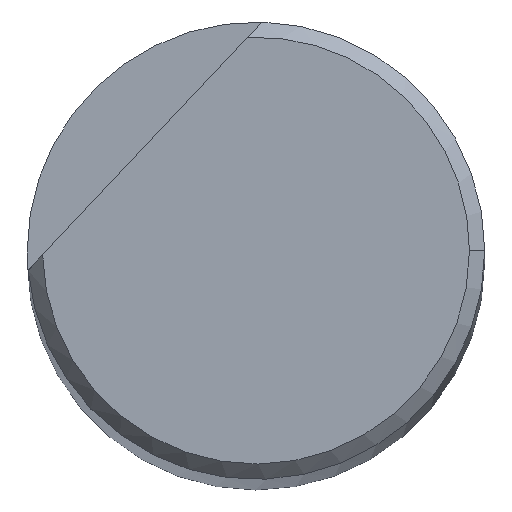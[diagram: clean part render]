
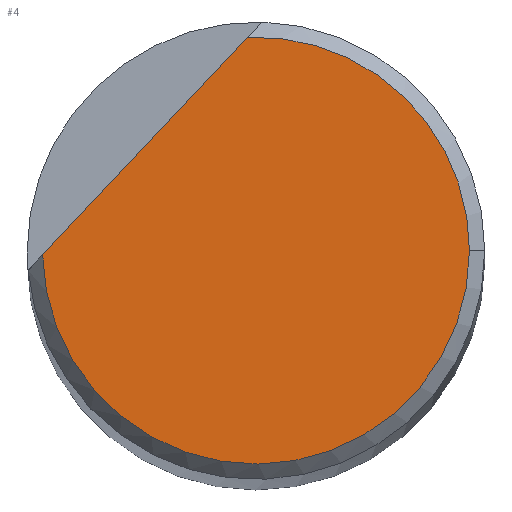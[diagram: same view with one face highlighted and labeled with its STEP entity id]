
A CAD part, top view. The second image highlights one B-rep face of the part: STEP entity #4.
In plain terms, the highlighted planar face has unit normal (0, 0, 1).
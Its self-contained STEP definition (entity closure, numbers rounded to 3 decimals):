
#1 = LINE ( 'NONE', #354, #305 ) ;
#4 = ADVANCED_FACE ( 'NONE', ( #139 ), #230, .T. ) ;
#8 = EDGE_CURVE ( 'NONE', #70, #270, #159, .T. ) ;
#22 = CARTESIAN_POINT ( 'NONE',  ( -0.566, 13.989, 400. ) ) ;
#23 = ORIENTED_EDGE ( 'NONE', *, *, #8, .T. ) ;
#25 = CIRCLE ( 'NONE', #312, 14. ) ;
#41 = ORIENTED_EDGE ( 'NONE', *, *, #347, .T. ) ;
#49 = CARTESIAN_POINT ( 'NONE',  ( 0., 0., 400. ) ) ;
#52 = DIRECTION ( 'NONE',  ( 0., 0., 1. ) ) ;
#59 = DIRECTION ( 'NONE',  ( 1., 0., 0. ) ) ;
#60 = DIRECTION ( 'NONE',  ( 0., 0., 1. ) ) ;
#70 = VERTEX_POINT ( 'NONE', #207 ) ;
#77 = DIRECTION ( 'NONE',  ( 1., 0., 0. ) ) ;
#97 = CARTESIAN_POINT ( 'NONE',  ( -13.997, -0.28, 400. ) ) ;
#99 = EDGE_CURVE ( 'NONE', #208, #270, #1, .T. ) ;
#110 = AXIS2_PLACEMENT_3D ( 'NONE', #229, #232, #59 ) ;
#122 = AXIS2_PLACEMENT_3D ( 'NONE', #173, #60, #268 ) ;
#139 = FACE_OUTER_BOUND ( 'NONE', #187, .T. ) ;
#159 = CIRCLE ( 'NONE', #122, 14. ) ;
#173 = CARTESIAN_POINT ( 'NONE',  ( 0., 0., 400. ) ) ;
#187 = EDGE_LOOP ( 'NONE', ( #279, #41, #23 ) ) ;
#207 = CARTESIAN_POINT ( 'NONE',  ( 14., 0., 400. ) ) ;
#208 = VERTEX_POINT ( 'NONE', #97 ) ;
#229 = CARTESIAN_POINT ( 'NONE',  ( 0., 0., 400. ) ) ;
#230 = PLANE ( 'NONE',  #110 ) ;
#232 = DIRECTION ( 'NONE',  ( 0., 0., 1. ) ) ;
#268 = DIRECTION ( 'NONE',  ( 1., 0., 0. ) ) ;
#270 = VERTEX_POINT ( 'NONE', #22 ) ;
#279 = ORIENTED_EDGE ( 'NONE', *, *, #99, .F. ) ;
#305 = VECTOR ( 'NONE', #357, 1000. ) ;
#312 = AXIS2_PLACEMENT_3D ( 'NONE', #49, #52, #77 ) ;
#347 = EDGE_CURVE ( 'NONE', #208, #70, #25, .T. ) ;
#354 = CARTESIAN_POINT ( 'NONE',  ( 17.087, 32.742, 400. ) ) ;
#357 = DIRECTION ( 'NONE',  ( 0.685, 0.728, 0. ) ) ;
